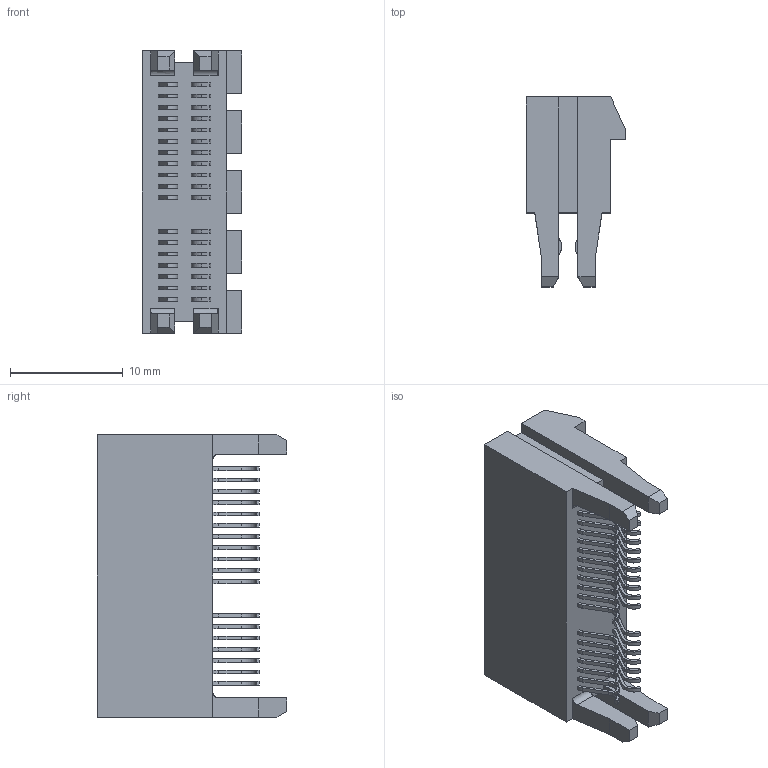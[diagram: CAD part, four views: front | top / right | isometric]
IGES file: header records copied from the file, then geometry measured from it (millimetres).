
Start section: SolidWorks IGES file using analytic representation for surfaces
Global section: file name: KPCIEX-SM2-36BK_rB8.IGS; native system: SolidWorks 2014; preprocessor: SolidWorks 2014; author: Ckelleher; date: 160721.132555; units: millimetre
Bounding box: 8.85 x 16.8 x 25 mm (x, y, z)
Surface area: 1873.7 mm2 (no closed solid volume)
Topology: 0 solids, 0 shells, 468 faces, 3456 edges, 3456 vertices
Faces by surface type: bspline 284, revolution 184
